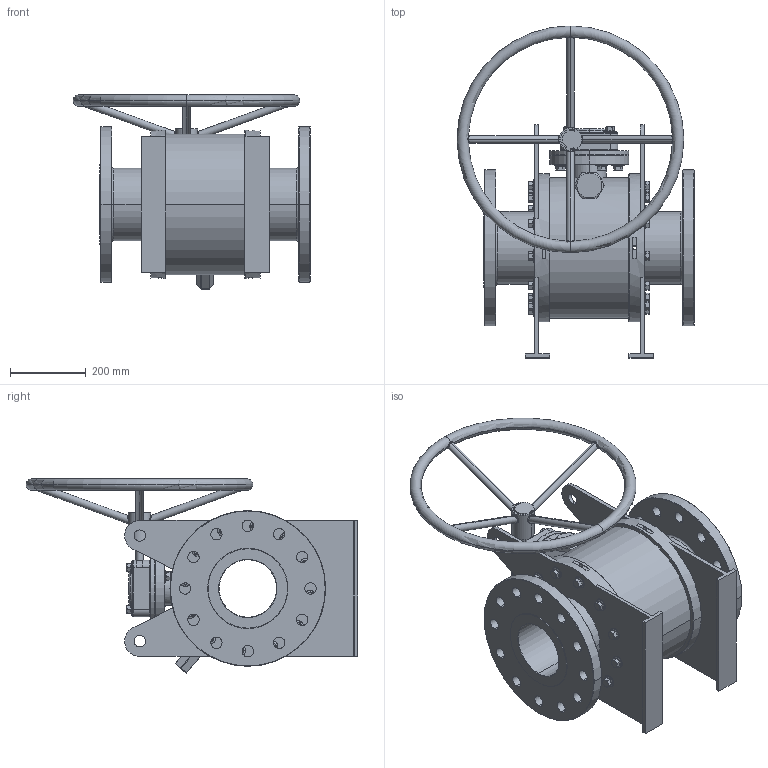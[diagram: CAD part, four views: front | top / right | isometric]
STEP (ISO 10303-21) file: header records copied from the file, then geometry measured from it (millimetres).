
FILE_DESCRIPTION (( 'STEP AP203' ), '1' );
FILE_NAME ('GB2_ANSI_600_6IN_HD.STEP', '2025-10-09T12:57:12', ( '' ), ( '' ), 'SwSTEP 2.0', 'SolidWorks 2025', '' );
FILE_SCHEMA (( 'CONFIG_CONTROL_DESIGN' ));
Length unit declared in the file: millimetre
Products named in the file (3): GB2_ANSI_2500_1500_ANSI_600_6IN; hex flange screw_am_B18.2.3.4M - Hex flange screw, M16 x 2.0 x 25 --25N; GB2_ANSI_600_6IN_HD
Assembly tree (33 placements, depth 2):
  GB2_ANSI_600_6IN_HD
    GB2_ANSI_2500_1500_ANSI_600_6IN
    hex flange screw_am_B18.2.3.4M - Hex flange screw, M16 x 2.0 x 25 --25N  x32
Bounding box: 629.5 x 878.5 x 514.01 mm (x, y, z)
Volume: 42927525 mm3; surface area: 2555453.4 mm2
Topology: 34 solids, 34 shells, 1487 faces, 3389 edges, 2048 vertices
Faces by surface type: plane 492, cone 352, cylinder 284, bspline 265, torus 88, sphere 6
Entity records: 27054 total; most frequent: CARTESIAN_POINT 11875, ORIENTED_EDGE 2926, DIRECTION 2874, EDGE_CURVE 1463, AXIS2_PLACEMENT_3D 1097, VERTEX_POINT 930, EDGE_LOOP 725, LINE 680
